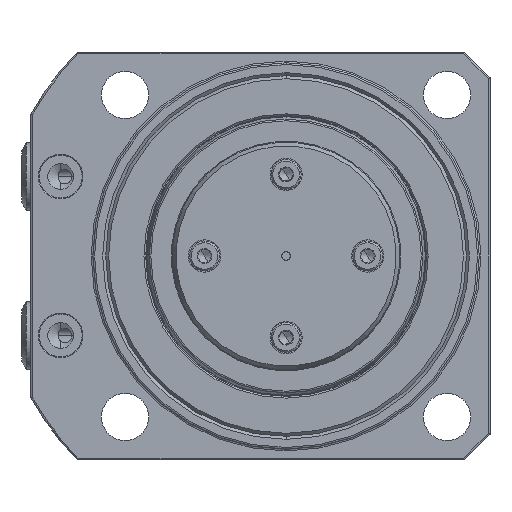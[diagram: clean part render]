
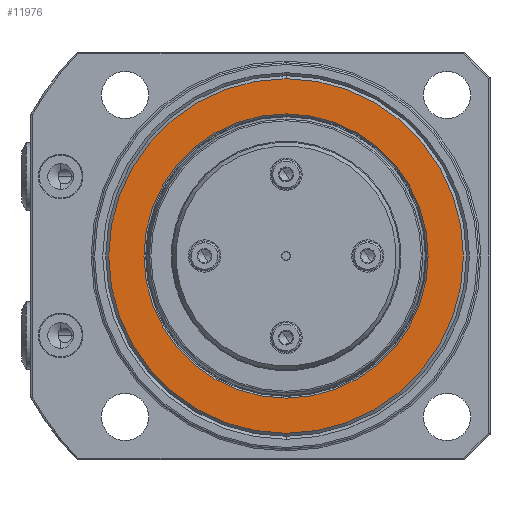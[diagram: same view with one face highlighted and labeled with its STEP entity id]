
A CAD part, front view. The second image highlights one B-rep face of the part: STEP entity #11976.
In plain terms, the highlighted face is planar.
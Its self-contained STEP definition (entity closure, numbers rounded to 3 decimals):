
#112 = AXIS2_PLACEMENT_3D ( 'NONE', #6941, #6942, #6943 ) ;
#231 = AXIS2_PLACEMENT_3D ( 'NONE', #7330, #7331, #7332 ) ;
#234 = FACE_OUTER_BOUND ( 'NONE', #8795, .T. ) ;
#237 = FACE_BOUND ( 'NONE', #8794, .T. ) ;
#640 = AXIS2_PLACEMENT_3D ( 'NONE', #5273, #5274, #5275 ) ;
#687 = AXIS2_PLACEMENT_3D ( 'NONE', #5297, #5304, #5305 ) ;
#2057 = EDGE_CURVE ( 'NONE', #6248, #6312, #10972, .T. ) ;
#2067 = EDGE_CURVE ( 'NONE', #6297, #6272, #10968, .T. ) ;
#4098 = CARTESIAN_POINT ( 'NONE',  ( 74., 0., -33.1 ) ) ;
#4122 = CARTESIAN_POINT ( 'NONE',  ( 74., 0., -41.3 ) ) ;
#4147 = CARTESIAN_POINT ( 'NONE',  ( 74., 0., 41.3 ) ) ;
#4162 = CARTESIAN_POINT ( 'NONE',  ( 74., 0., 33.1 ) ) ;
#5273 = CARTESIAN_POINT ( 'NONE',  ( 74., 0., 0. ) ) ;
#5274 = DIRECTION ( 'NONE',  ( -1., 0., 0. ) ) ;
#5275 = DIRECTION ( 'NONE',  ( 0., 0., 1. ) ) ;
#5297 = CARTESIAN_POINT ( 'NONE',  ( 74., 0., 0. ) ) ;
#5304 = DIRECTION ( 'NONE',  ( -1., 0., 0. ) ) ;
#5305 = DIRECTION ( 'NONE',  ( 0., 0., 1. ) ) ;
#6248 = VERTEX_POINT ( 'NONE', #4098 ) ;
#6272 = VERTEX_POINT ( 'NONE', #4122 ) ;
#6297 = VERTEX_POINT ( 'NONE', #4147 ) ;
#6312 = VERTEX_POINT ( 'NONE', #4162 ) ;
#6893 = CARTESIAN_POINT ( 'NONE',  ( 74., 0., 0. ) ) ;
#6894 = DIRECTION ( 'NONE',  ( -1., 0., 0. ) ) ;
#6895 = DIRECTION ( 'NONE',  ( 0., 0., 1. ) ) ;
#6941 = CARTESIAN_POINT ( 'NONE',  ( 74., 0., 0. ) ) ;
#6942 = DIRECTION ( 'NONE',  ( -1., 0., 0. ) ) ;
#6943 = DIRECTION ( 'NONE',  ( 0., 0., 1. ) ) ;
#7329 = PLANE ( 'NONE',  #231 ) ;
#7330 = CARTESIAN_POINT ( 'NONE',  ( 74., 0., 0. ) ) ;
#7331 = DIRECTION ( 'NONE',  ( 1., 0., 0. ) ) ;
#7332 = DIRECTION ( 'NONE',  ( 0., 0., -1. ) ) ;
#7944 = ORIENTED_EDGE ( 'NONE', *, *, #2057, .T. ) ;
#7945 = ORIENTED_EDGE ( 'NONE', *, *, #11357, .T. ) ;
#7946 = ORIENTED_EDGE ( 'NONE', *, *, #2067, .F. ) ;
#7947 = ORIENTED_EDGE ( 'NONE', *, *, #11851, .F. ) ;
#8794 = EDGE_LOOP ( 'NONE', ( #7944, #7945 ) ) ;
#8795 = EDGE_LOOP ( 'NONE', ( #7946, #7947 ) ) ;
#9794 = AXIS2_PLACEMENT_3D ( 'NONE', #6893, #6894, #6895 ) ;
#10968 = CIRCLE ( 'NONE', #687, 41.3 ) ;
#10972 = CIRCLE ( 'NONE', #640, 33.1 ) ;
#11357 = EDGE_CURVE ( 'NONE', #6312, #6248, #11723, .T. ) ;
#11713 = CIRCLE ( 'NONE', #112, 41.3 ) ;
#11723 = CIRCLE ( 'NONE', #9794, 33.1 ) ;
#11851 = EDGE_CURVE ( 'NONE', #6272, #6297, #11713, .T. ) ;
#11976 = ADVANCED_FACE ( 'NONE', ( #237, #234 ), #7329, .T. ) ;
